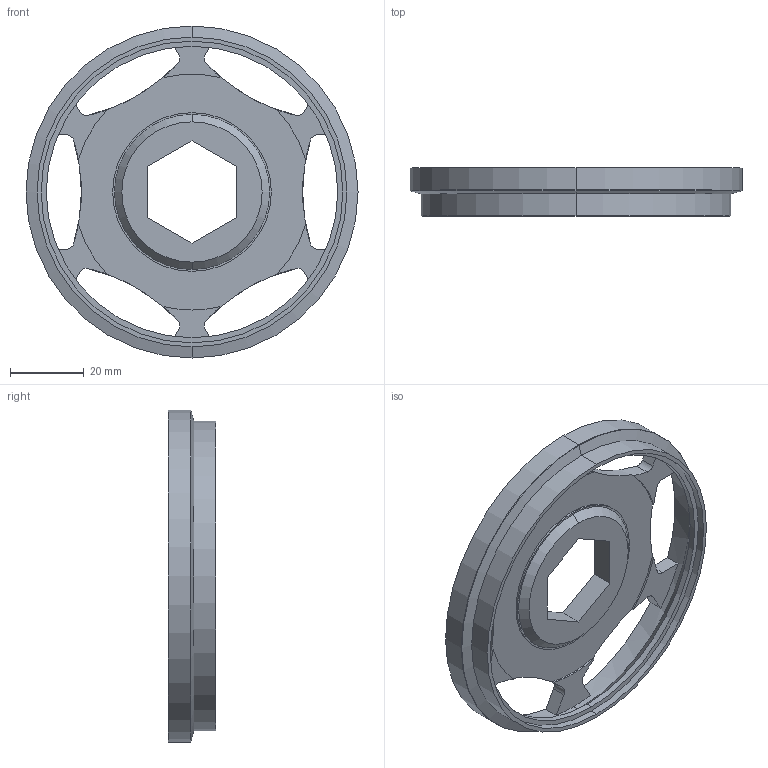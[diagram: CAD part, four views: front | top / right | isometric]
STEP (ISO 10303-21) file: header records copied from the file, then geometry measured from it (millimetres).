
FILE_DESCRIPTION (( 'STEP AP214' ), '1' );
FILE_NAME ('Regular_Wheel_Star_24_84.STEP', '2025-05-09T17:23:25', ( '' ), ( '' ), 'SwSTEP 2.0', 'SolidWorks 2021', '' );
FILE_SCHEMA (( 'AUTOMOTIVE_DESIGN' ));
Length unit declared in the file: millimetre
Products named in the file (1): Regular_Wheel_Star_24_84
Bounding box: 90 x 13 x 90 mm (x, y, z)
Volume: 19862.6 mm3; surface area: 18216.4 mm2
Topology: 2 solids, 2 shells, 79 faces, 225 edges, 148 vertices
Faces by surface type: cylinder 41, plane 32, cone 6
Entity records: 2698 total; most frequent: DIRECTION 497, CARTESIAN_POINT 453, ORIENTED_EDGE 450, EDGE_CURVE 225, AXIS2_PLACEMENT_3D 192, VERTEX_POINT 148, VECTOR 113, LINE 113
